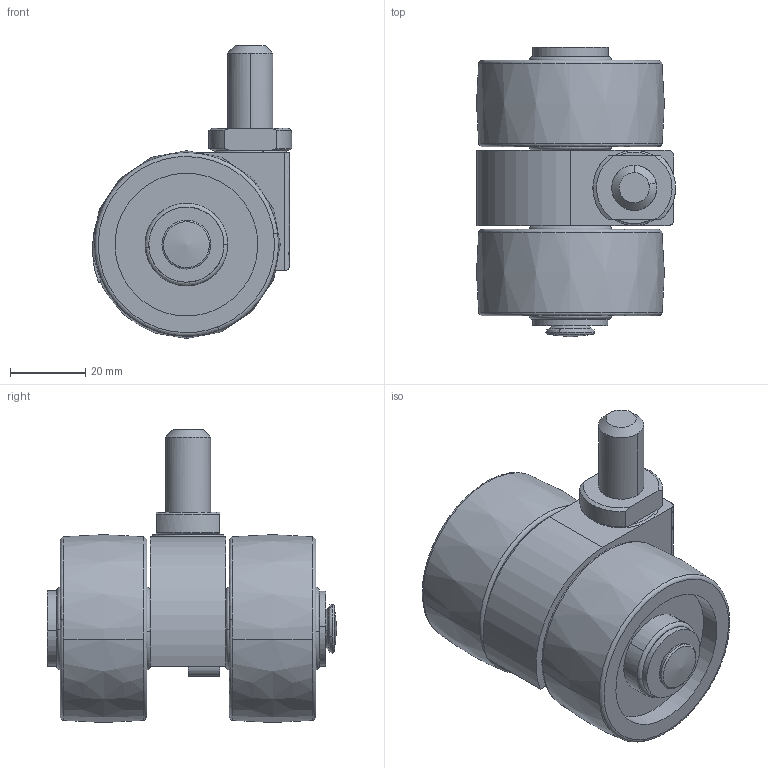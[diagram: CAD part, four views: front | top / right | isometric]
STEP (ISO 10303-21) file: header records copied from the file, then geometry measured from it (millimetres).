
FILE_DESCRIPTION((''),'2;1');
FILE_NAME('','2005-12-16T13:48:10',(''),(''),'','CADfix','');
FILE_SCHEMA(('AUTOMOTIVE_DESIGN'));
Length unit declared in the file: millimetre
Products named in the file (5): wheel; main shaft; body; axle; T50N12_POM_9467_36
Assembly tree (5 placements, depth 2):
  T50N12_POM_9467_36
    wheel  x2
    main shaft
    body
    axle
Bounding box: 53 x 77.1 x 78 mm (x, y, z)
Volume: 113223.4 mm3; surface area: 33646.3 mm2
Topology: 5 solids, 5 shells, 118 faces, 386 edges, 289 vertices
Faces by surface type: bspline 118
Entity records: 3900 total; most frequent: CARTESIAN_POINT 2255, ORIENTED_EDGE 588, EDGE_CURVE 294, VERTEX_POINT 219, EDGE_LOOP 107, FACE_OUTER_BOUND 92, ADVANCED_FACE 92, QUASI_UNIFORM_CURVE 59
